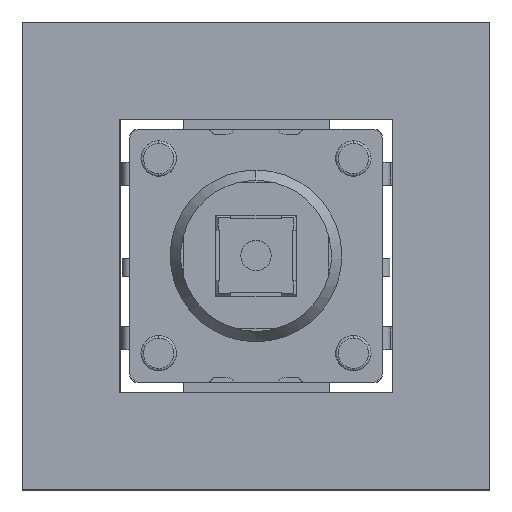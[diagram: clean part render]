
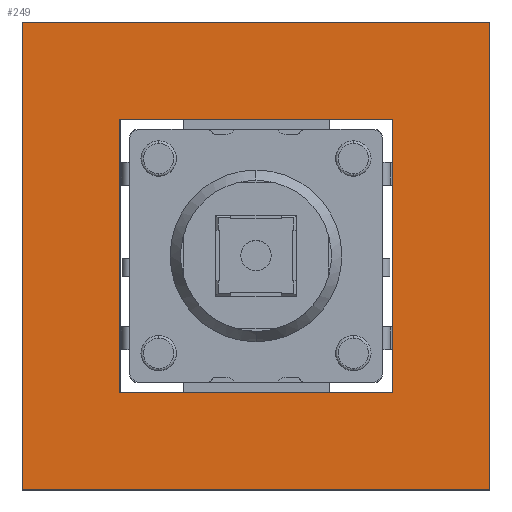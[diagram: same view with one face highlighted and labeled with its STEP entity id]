
A CAD part, top view. The second image highlights one B-rep face of the part: STEP entity #249.
In plain terms, the highlighted planar face has unit normal (0, 0, 1).
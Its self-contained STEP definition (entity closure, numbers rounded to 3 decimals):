
#69 = VERTEX_POINT('',#70);
#70 = CARTESIAN_POINT('',(9.25,-9.25,4.));
#76 = EDGE_CURVE('',#69,#77,#79,.T.);
#77 = VERTEX_POINT('',#78);
#78 = CARTESIAN_POINT('',(9.25,9.25,4.));
#79 = LINE('',#80,#81);
#80 = CARTESIAN_POINT('',(9.25,-9.25,4.));
#81 = VECTOR('',#82,1.);
#82 = DIRECTION('',(0.,1.,0.));
#109 = VERTEX_POINT('',#110);
#110 = CARTESIAN_POINT('',(-9.25,-9.25,4.));
#116 = EDGE_CURVE('',#109,#69,#117,.T.);
#117 = LINE('',#118,#119);
#118 = CARTESIAN_POINT('',(-9.25,-9.25,4.));
#119 = VECTOR('',#120,1.);
#120 = DIRECTION('',(1.,0.,0.));
#138 = EDGE_CURVE('',#77,#139,#141,.T.);
#139 = VERTEX_POINT('',#140);
#140 = CARTESIAN_POINT('',(-9.25,9.25,4.));
#141 = LINE('',#142,#143);
#142 = CARTESIAN_POINT('',(9.25,9.25,4.));
#143 = VECTOR('',#144,1.);
#144 = DIRECTION('',(-1.,0.,0.));
#249 = ADVANCED_FACE('',(#250,#261),#295,.T.);
#250 = FACE_BOUND('',#251,.T.);
#251 = EDGE_LOOP('',(#252,#253,#254,#260));
#252 = ORIENTED_EDGE('',*,*,#76,.T.);
#253 = ORIENTED_EDGE('',*,*,#138,.T.);
#254 = ORIENTED_EDGE('',*,*,#255,.T.);
#255 = EDGE_CURVE('',#139,#109,#256,.T.);
#256 = LINE('',#257,#258);
#257 = CARTESIAN_POINT('',(-9.25,9.25,4.));
#258 = VECTOR('',#259,1.);
#259 = DIRECTION('',(0.,-1.,0.));
#260 = ORIENTED_EDGE('',*,*,#116,.T.);
#261 = FACE_BOUND('',#262,.T.);
#262 = EDGE_LOOP('',(#263,#273,#281,#289));
#263 = ORIENTED_EDGE('',*,*,#264,.F.);
#264 = EDGE_CURVE('',#265,#267,#269,.T.);
#265 = VERTEX_POINT('',#266);
#266 = CARTESIAN_POINT('',(5.4,-5.4,4.));
#267 = VERTEX_POINT('',#268);
#268 = CARTESIAN_POINT('',(5.4,5.4,4.));
#269 = LINE('',#270,#271);
#270 = CARTESIAN_POINT('',(5.4,-5.4,4.));
#271 = VECTOR('',#272,1.);
#272 = DIRECTION('',(0.,1.,0.));
#273 = ORIENTED_EDGE('',*,*,#274,.F.);
#274 = EDGE_CURVE('',#275,#265,#277,.T.);
#275 = VERTEX_POINT('',#276);
#276 = CARTESIAN_POINT('',(-5.4,-5.4,4.));
#277 = LINE('',#278,#279);
#278 = CARTESIAN_POINT('',(-5.4,-5.4,4.));
#279 = VECTOR('',#280,1.);
#280 = DIRECTION('',(1.,0.,0.));
#281 = ORIENTED_EDGE('',*,*,#282,.F.);
#282 = EDGE_CURVE('',#283,#275,#285,.T.);
#283 = VERTEX_POINT('',#284);
#284 = CARTESIAN_POINT('',(-5.4,5.4,4.));
#285 = LINE('',#286,#287);
#286 = CARTESIAN_POINT('',(-5.4,5.4,4.));
#287 = VECTOR('',#288,1.);
#288 = DIRECTION('',(0.,-1.,0.));
#289 = ORIENTED_EDGE('',*,*,#290,.F.);
#290 = EDGE_CURVE('',#267,#283,#291,.T.);
#291 = LINE('',#292,#293);
#292 = CARTESIAN_POINT('',(5.4,5.4,4.));
#293 = VECTOR('',#294,1.);
#294 = DIRECTION('',(-1.,0.,0.));
#295 = PLANE('',#296);
#296 = AXIS2_PLACEMENT_3D('',#297,#298,#299);
#297 = CARTESIAN_POINT('',(0.,0.,4.));
#298 = DIRECTION('',(0.,0.,1.));
#299 = DIRECTION('',(1.,0.,0.));
